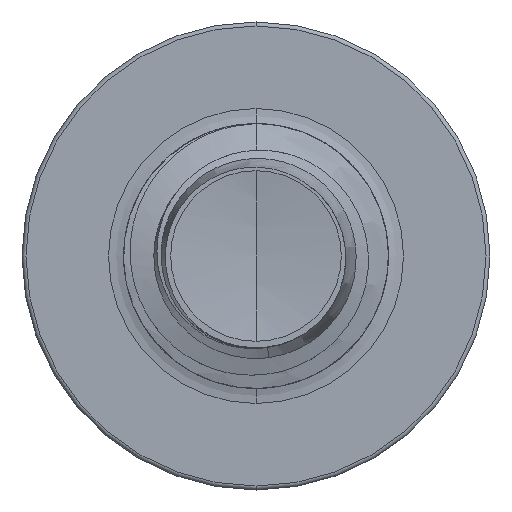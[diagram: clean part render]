
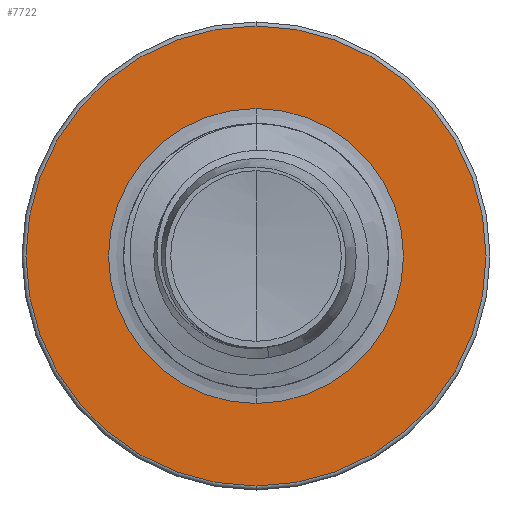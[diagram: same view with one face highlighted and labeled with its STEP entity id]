
A CAD part, front view. The second image highlights one B-rep face of the part: STEP entity #7722.
In plain terms, the highlighted planar face has unit normal (0, -1, 0).
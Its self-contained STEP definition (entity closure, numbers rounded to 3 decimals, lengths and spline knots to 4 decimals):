
#375 = FACE_BOUND ( 'NONE', #9511, .T. ) ;
#2441 = DIRECTION ( 'NONE',  ( 0., 0., 1. ) ) ;
#3016 = CIRCLE ( 'NONE', #25525, 2.605 ) ;
#4222 = ORIENTED_EDGE ( 'NONE', *, *, #16109, .F. ) ;
#4355 = PLANE ( 'NONE',  #30833 ) ;
#5114 = ORIENTED_EDGE ( 'NONE', *, *, #30545, .T. ) ;
#6021 = CARTESIAN_POINT ( 'NONE',  ( 0., 11., 0. ) ) ;
#6123 = AXIS2_PLACEMENT_3D ( 'NONE', #6021, #24342, #8775 ) ;
#6426 = CARTESIAN_POINT ( 'NONE',  ( 0., 11., 1.6704 ) ) ;
#7136 = DIRECTION ( 'NONE',  ( 0., 1., 0. ) ) ;
#7722 = ADVANCED_FACE ( 'NONE', ( #21079, #375 ), #4355, .F. ) ;
#8775 = DIRECTION ( 'NONE',  ( 0., 0., 1. ) ) ;
#9386 = VERTEX_POINT ( 'NONE', #33236 ) ;
#9511 = EDGE_LOOP ( 'NONE', ( #11488, #5114 ) ) ;
#11488 = ORIENTED_EDGE ( 'NONE', *, *, #17899, .T. ) ;
#11554 = VERTEX_POINT ( 'NONE', #17592 ) ;
#11604 = CIRCLE ( 'NONE', #21542, 2.605 ) ;
#13546 = CARTESIAN_POINT ( 'NONE',  ( 0., 11., 0. ) ) ;
#13713 = CARTESIAN_POINT ( 'NONE',  ( 0., 11., 0. ) ) ;
#14378 = EDGE_CURVE ( 'NONE', #17953, #9386, #3016, .T. ) ;
#16109 = EDGE_CURVE ( 'NONE', #9386, #17953, #11604, .T. ) ;
#16226 = DIRECTION ( 'NONE',  ( 0., 0., 1. ) ) ;
#16379 = DIRECTION ( 'NONE',  ( 0., 0., 1. ) ) ;
#17592 = CARTESIAN_POINT ( 'NONE',  ( 0., 11., -1.6704 ) ) ;
#17899 = EDGE_CURVE ( 'NONE', #30375, #11554, #32988, .T. ) ;
#17953 = VERTEX_POINT ( 'NONE', #31036 ) ;
#18626 = DIRECTION ( 'NONE',  ( 0., 1., 0. ) ) ;
#21079 = FACE_OUTER_BOUND ( 'NONE', #24638, .T. ) ;
#21542 = AXIS2_PLACEMENT_3D ( 'NONE', #13546, #31278, #16226 ) ;
#22860 = CARTESIAN_POINT ( 'NONE',  ( 0., 11., -1.6704 ) ) ;
#24342 = DIRECTION ( 'NONE',  ( 0., 1., 0. ) ) ;
#24638 = EDGE_LOOP ( 'NONE', ( #30948, #4222 ) ) ;
#25380 = DIRECTION ( 'NONE',  ( 0., 0., 1. ) ) ;
#25525 = AXIS2_PLACEMENT_3D ( 'NONE', #13713, #31423, #16379 ) ;
#25942 = AXIS2_PLACEMENT_3D ( 'NONE', #33543, #18626, #2441 ) ;
#30375 = VERTEX_POINT ( 'NONE', #6426 ) ;
#30545 = EDGE_CURVE ( 'NONE', #11554, #30375, #31736, .T. ) ;
#30833 = AXIS2_PLACEMENT_3D ( 'NONE', #22860, #7136, #25380 ) ;
#30948 = ORIENTED_EDGE ( 'NONE', *, *, #14378, .F. ) ;
#31036 = CARTESIAN_POINT ( 'NONE',  ( 0., 11., 2.605 ) ) ;
#31278 = DIRECTION ( 'NONE',  ( 0., 1., 0. ) ) ;
#31423 = DIRECTION ( 'NONE',  ( 0., 1., 0. ) ) ;
#31736 = CIRCLE ( 'NONE', #6123, 1.6704 ) ;
#32988 = CIRCLE ( 'NONE', #25942, 1.6704 ) ;
#33236 = CARTESIAN_POINT ( 'NONE',  ( 0., 11., -2.605 ) ) ;
#33543 = CARTESIAN_POINT ( 'NONE',  ( 0., 11., 0. ) ) ;
